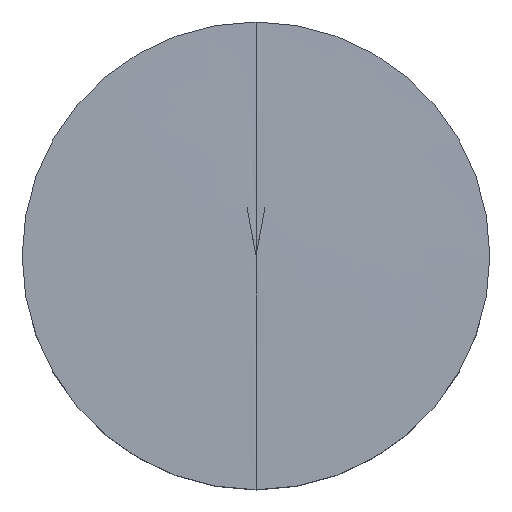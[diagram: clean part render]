
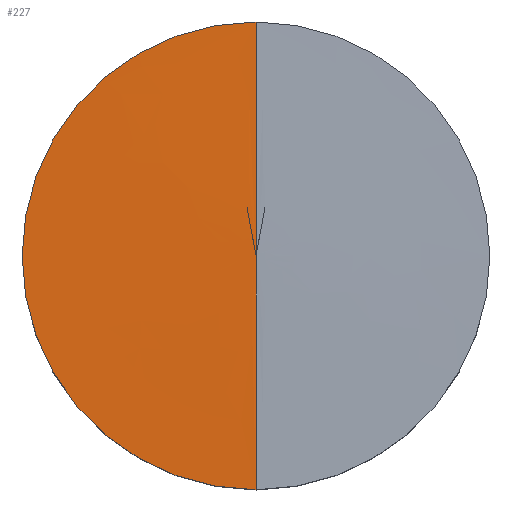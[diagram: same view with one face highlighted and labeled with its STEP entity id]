
A CAD part, top view. The second image highlights one B-rep face of the part: STEP entity #227.
In plain terms, the highlighted free-form (B-spline) face has degree [3, 2] with [6, 9] control points.
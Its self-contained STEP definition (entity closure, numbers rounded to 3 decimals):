
#1 = CARTESIAN_POINT ( 'NONE',  ( 0., 0., 5.58 ) ) ;
#2 = CARTESIAN_POINT ( 'NONE',  ( -1.215, 0., 5.578 ) ) ;
#23 = AXIS2_PLACEMENT_3D ( 'NONE', #409, #31, #308 ) ;
#25 = CARTESIAN_POINT ( 'NONE',  ( 6.25, -6.25, 5.544 ) ) ;
#26 = CARTESIAN_POINT ( 'NONE',  ( 0., -3.299, 5.565 ) ) ;
#29 = CARTESIAN_POINT ( 'NONE',  ( 0., -0.347, 5.58 ) ) ;
#30 = CARTESIAN_POINT ( 'NONE',  ( 0., 0.347, 5.58 ) ) ;
#31 = DIRECTION ( 'NONE',  ( 0., 0., 1. ) ) ;
#41 = DIRECTION ( 'NONE',  ( 0., 0., 1. ) ) ;
#47 = ORIENTED_EDGE ( 'NONE', *, *, #283, .T. ) ;
#59 = CARTESIAN_POINT ( 'NONE',  ( 0., 1.215, 5.578 ) ) ;
#61 = CARTESIAN_POINT ( 'NONE',  ( 0., 5.035, 5.546 ) ) ;
#63 = CARTESIAN_POINT ( 'NONE',  ( 0., -6.25, 5.544 ) ) ;
#64 = CARTESIAN_POINT ( 'NONE',  ( 0., 0., 5.58 ) ) ;
#66 = CARTESIAN_POINT ( 'NONE',  ( -0.347, 0.347, 5.58 ) ) ;
#68 = CARTESIAN_POINT ( 'NONE',  ( 0., 1.215, 5.578 ) ) ;
#72 = CARTESIAN_POINT ( 'NONE',  ( 0., 0., 5.58 ) ) ;
#78 = CIRCLE ( 'NONE', #175, 6.25 ) ;
#86 = CARTESIAN_POINT ( 'NONE',  ( -5.035, 5.035, 5.546 ) ) ;
#87 = CARTESIAN_POINT ( 'NONE',  ( 3.299, -3.299, 5.565 ) ) ;
#88 = CARTESIAN_POINT ( 'NONE',  ( -6.25, 0., 5.544 ) ) ;
#93 = CARTESIAN_POINT ( 'NONE',  ( 1.215, -1.215, 5.578 ) ) ;
#116 = B_SPLINE_CURVE_WITH_KNOTS ( 'NONE', 3,
 ( #157, #245, #378, #126, #29, #275 ),
 .UNSPECIFIED., .F., .F.,
 ( 4, 1, 1, 4 ),
 ( 0., 0.583, 0.833, 1. ),
 .UNSPECIFIED. ) ;
#117 = CARTESIAN_POINT ( 'NONE',  ( 0., 3.299, 5.565 ) ) ;
#120 = CARTESIAN_POINT ( 'NONE',  ( -6.25, 0., 5.544 ) ) ;
#123 = CARTESIAN_POINT ( 'NONE',  ( -3.299, 3.299, 5.565 ) ) ;
#126 = CARTESIAN_POINT ( 'NONE',  ( 0., -1.215, 5.578 ) ) ;
#131 = CARTESIAN_POINT ( 'NONE',  ( 1.215, 0., 5.578 ) ) ;
#133 = DIRECTION ( 'NONE',  ( 1., 0., 0. ) ) ;
#143 = VERTEX_POINT ( 'NONE', #206 ) ;
#150 = CARTESIAN_POINT ( 'NONE',  ( 0., 1.215, 5.578 ) ) ;
#152 = CARTESIAN_POINT ( 'NONE',  ( 0., 3.299, 5.565 ) ) ;
#154 = EDGE_LOOP ( 'NONE', ( #241, #47, #357, #406 ) ) ;
#157 = CARTESIAN_POINT ( 'NONE',  ( 0., -6.25, 5.544 ) ) ;
#158 = CARTESIAN_POINT ( 'NONE',  ( 0., 0., 5.58 ) ) ;
#161 = CARTESIAN_POINT ( 'NONE',  ( -0.347, -0.347, 5.58 ) ) ;
#162 = CARTESIAN_POINT ( 'NONE',  ( 0.347, 0., 5.58 ) ) ;
#163 = CARTESIAN_POINT ( 'NONE',  ( 0.347, -0.347, 5.58 ) ) ;
#175 = AXIS2_PLACEMENT_3D ( 'NONE', #350, #41, #133 ) ;
#180 = CARTESIAN_POINT ( 'NONE',  ( -5.035, -5.035, 5.546 ) ) ;
#182 = CARTESIAN_POINT ( 'NONE',  ( 3.299, 3.299, 5.565 ) ) ;
#183 = CARTESIAN_POINT ( 'NONE',  ( 0., 0.347, 5.58 ) ) ;
#184 = CARTESIAN_POINT ( 'NONE',  ( 6.25, 0., 5.544 ) ) ;
#190 = CARTESIAN_POINT ( 'NONE',  ( 0., 0., 5.58 ) ) ;
#202 = VERTEX_POINT ( 'NONE', #371 ) ;
#203 = EDGE_CURVE ( 'NONE', #143, #362, #231, .T. ) ;
#206 = CARTESIAN_POINT ( 'NONE',  ( 0., 6.25, 5.544 ) ) ;
#210 = CARTESIAN_POINT ( 'NONE',  ( 0., 0., 5.58 ) ) ;
#212 = CARTESIAN_POINT ( 'NONE',  ( -3.299, 0., 5.565 ) ) ;
#214 = CARTESIAN_POINT ( 'NONE',  ( 0., 0.347, 5.58 ) ) ;
#215 = CARTESIAN_POINT ( 'NONE',  ( -0.347, 0., 5.58 ) ) ;
#227 = ADVANCED_FACE ( 'NONE', ( #356 ), #345, .F. ) ;
#231 = B_SPLINE_CURVE_WITH_KNOTS ( 'NONE', 3,
 ( #369, #337, #152, #59, #183, #210 ),
 .UNSPECIFIED., .F., .F.,
 ( 4, 1, 1, 4 ),
 ( 0., 0.583, 0.833, 1. ),
 .UNSPECIFIED. ) ;
#238 = CARTESIAN_POINT ( 'NONE',  ( -6.25, -6.25, 5.544 ) ) ;
#241 = ORIENTED_EDGE ( 'NONE', *, *, #306, .T. ) ;
#242 = CARTESIAN_POINT ( 'NONE',  ( -6.25, 6.25, 5.544 ) ) ;
#245 = CARTESIAN_POINT ( 'NONE',  ( 0., -5.035, 5.546 ) ) ;
#248 = CARTESIAN_POINT ( 'NONE',  ( -1.215, 1.215, 5.578 ) ) ;
#249 = CARTESIAN_POINT ( 'NONE',  ( 0., 0., 5.58 ) ) ;
#250 = CARTESIAN_POINT ( 'NONE',  ( -1.215, -1.215, 5.578 ) ) ;
#264 = VERTEX_POINT ( 'NONE', #120 ) ;
#267 = CARTESIAN_POINT ( 'NONE',  ( -3.299, -3.299, 5.565 ) ) ;
#271 = CARTESIAN_POINT ( 'NONE',  ( 0., 3.299, 5.565 ) ) ;
#275 = CARTESIAN_POINT ( 'NONE',  ( 0., 0., 5.58 ) ) ;
#276 = CARTESIAN_POINT ( 'NONE',  ( 0., 0., 5.58 ) ) ;
#277 = EDGE_CURVE ( 'NONE', #143, #264, #320, .T. ) ;
#283 = EDGE_CURVE ( 'NONE', #202, #362, #116, .T. ) ;
#298 = CARTESIAN_POINT ( 'NONE',  ( 3.299, 0., 5.565 ) ) ;
#302 = CARTESIAN_POINT ( 'NONE',  ( 0., 6.25, 5.544 ) ) ;
#306 = EDGE_CURVE ( 'NONE', #264, #202, #78, .T. ) ;
#308 = DIRECTION ( 'NONE',  ( 1., 0., 0. ) ) ;
#320 = CIRCLE ( 'NONE', #23, 6.25 ) ;
#331 = CARTESIAN_POINT ( 'NONE',  ( 0., 5.035, 5.546 ) ) ;
#333 = CARTESIAN_POINT ( 'NONE',  ( 5.035, -5.035, 5.546 ) ) ;
#336 = CARTESIAN_POINT ( 'NONE',  ( 0., 6.25, 5.544 ) ) ;
#337 = CARTESIAN_POINT ( 'NONE',  ( 0., 5.035, 5.546 ) ) ;
#340 = CARTESIAN_POINT ( 'NONE',  ( 0., -1.215, 5.578 ) ) ;
#343 = CARTESIAN_POINT ( 'NONE',  ( 0., -0.347, 5.58 ) ) ;
#345 =( BOUNDED_SURFACE ( )  B_SPLINE_SURFACE ( 3, 2, ( 
 ( #336, #242, #88, #238, #63, #25, #184, #367, #302 ),
 ( #331, #86, #403, #180, #408, #333, #405, #368, #61 ),
 ( #271, #123, #212, #267, #26, #87, #298, #182, #117 ),
 ( #150, #248, #2, #250, #340, #93, #131, #374, #68 ),
 ( #214, #66, #215, #161, #343, #163, #162, #380, #30 ),
 ( #276, #1, #373, #375, #249, #158, #411, #64, #190 ) ),
 .UNSPECIFIED., .F., .T., .F. ) 
 B_SPLINE_SURFACE_WITH_KNOTS ( ( 4, 1, 1, 4 ),
 ( 3, 2, 2, 2, 3 ),
 ( 0., 0.583, 0.833, 1. ),
 ( 0., 90., 180., 270., 360. ),
 .UNSPECIFIED. ) 
 GEOMETRIC_REPRESENTATION_ITEM ( )  RATIONAL_B_SPLINE_SURFACE ( (
 ( 1., 0.707, 1., 0.707, 1., 0.707, 1., 0.707, 1.),
 ( 1., 0.707, 1., 0.707, 1., 0.707, 1., 0.707, 1.),
 ( 1., 0.707, 1., 0.707, 1., 0.707, 1., 0.707, 1.),
 ( 1., 0.707, 1., 0.707, 1., 0.707, 1., 0.707, 1.),
 ( 1., 0.707, 1., 0.707, 1., 0.707, 1., 0.707, 1.),
 ( 1., 0.707, 1., 0.707, 1., 0.707, 1., 0.707, 1.) ) ) 
 REPRESENTATION_ITEM ( '' )  SURFACE ( )  );
#350 = CARTESIAN_POINT ( 'NONE',  ( 0., 0., 5.544 ) ) ;
#356 = FACE_OUTER_BOUND ( 'NONE', #154, .T. ) ;
#357 = ORIENTED_EDGE ( 'NONE', *, *, #203, .F. ) ;
#362 = VERTEX_POINT ( 'NONE', #72 ) ;
#367 = CARTESIAN_POINT ( 'NONE',  ( 6.25, 6.25, 5.544 ) ) ;
#368 = CARTESIAN_POINT ( 'NONE',  ( 5.035, 5.035, 5.546 ) ) ;
#369 = CARTESIAN_POINT ( 'NONE',  ( 0., 6.25, 5.544 ) ) ;
#371 = CARTESIAN_POINT ( 'NONE',  ( 0., -6.25, 5.544 ) ) ;
#373 = CARTESIAN_POINT ( 'NONE',  ( 0., 0., 5.58 ) ) ;
#374 = CARTESIAN_POINT ( 'NONE',  ( 1.215, 1.215, 5.578 ) ) ;
#375 = CARTESIAN_POINT ( 'NONE',  ( 0., 0., 5.58 ) ) ;
#378 = CARTESIAN_POINT ( 'NONE',  ( 0., -3.299, 5.565 ) ) ;
#380 = CARTESIAN_POINT ( 'NONE',  ( 0.347, 0.347, 5.58 ) ) ;
#403 = CARTESIAN_POINT ( 'NONE',  ( -5.035, 0., 5.546 ) ) ;
#405 = CARTESIAN_POINT ( 'NONE',  ( 5.035, 0., 5.546 ) ) ;
#406 = ORIENTED_EDGE ( 'NONE', *, *, #277, .T. ) ;
#408 = CARTESIAN_POINT ( 'NONE',  ( 0., -5.035, 5.546 ) ) ;
#409 = CARTESIAN_POINT ( 'NONE',  ( 0., 0., 5.544 ) ) ;
#411 = CARTESIAN_POINT ( 'NONE',  ( 0., 0., 5.58 ) ) ;
